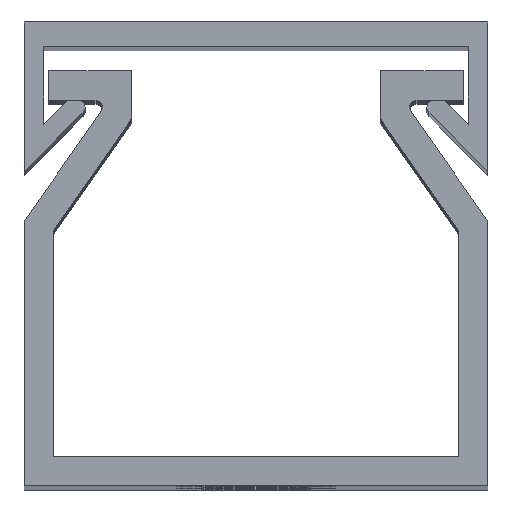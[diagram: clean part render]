
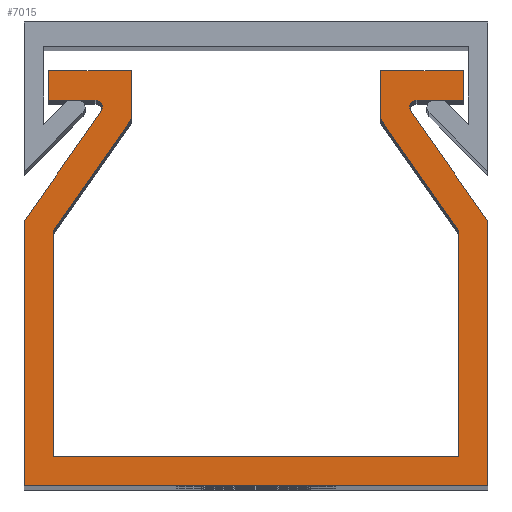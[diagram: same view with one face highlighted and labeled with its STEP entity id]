
A CAD part, top view. The second image highlights one B-rep face of the part: STEP entity #7015.
In plain terms, the highlighted planar face has unit normal (0, 0, 1).
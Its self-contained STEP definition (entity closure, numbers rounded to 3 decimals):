
#940=DIRECTION('',(1.,0.,0.));
#941=VECTOR('',#940,1.9);
#942=CARTESIAN_POINT('',(-8.5,15.8,100.));
#943=LINE('',#942,#941);
#1192=DIRECTION('',(-1.,0.,0.));
#1193=VECTOR('',#1192,3.4);
#1194=CARTESIAN_POINT('',(-5.1,17.,100.));
#1195=LINE('',#1194,#1193);
#1536=DIRECTION('',(0.574,-0.819,0.));
#1537=VECTOR('',#1536,5.579);
#1538=CARTESIAN_POINT('',(5.1,15.027,100.));
#1539=LINE('',#1538,#1537);
#1664=DIRECTION('',(0.,-1.,0.));
#1665=VECTOR('',#1664,1.973);
#1666=CARTESIAN_POINT('',(5.1,17.,100.));
#1667=LINE('',#1666,#1665);
#2392=DIRECTION('',(0.,-1.,0.));
#2393=VECTOR('',#2392,1.973);
#2394=CARTESIAN_POINT('',(-5.1,17.,100.));
#2395=LINE('',#2394,#2393);
#2396=DIRECTION('',(-0.574,-0.819,0.));
#2397=VECTOR('',#2396,5.579);
#2398=CARTESIAN_POINT('',(-5.1,15.027,100.));
#2399=LINE('',#2398,#2397);
#2400=DIRECTION('',(0.,1.,0.));
#2401=VECTOR('',#2400,9.257);
#2402=CARTESIAN_POINT('',(-8.3,1.2,100.));
#2403=LINE('',#2402,#2401);
#2404=DIRECTION('',(-1.,0.,0.));
#2405=VECTOR('',#2404,16.6);
#2406=CARTESIAN_POINT('',(8.3,1.2,100.));
#2407=LINE('',#2406,#2405);
#2408=DIRECTION('',(0.,-1.,0.));
#2409=VECTOR('',#2408,9.257);
#2410=CARTESIAN_POINT('',(8.3,10.457,100.));
#2411=LINE('',#2410,#2409);
#2412=DIRECTION('',(1.,0.,0.));
#2413=VECTOR('',#2412,3.4);
#2414=CARTESIAN_POINT('',(5.1,17.,100.));
#2415=LINE('',#2414,#2413);
#2416=DIRECTION('',(0.,-1.,0.));
#2417=VECTOR('',#2416,1.2);
#2418=CARTESIAN_POINT('',(8.5,17.,100.));
#2419=LINE('',#2418,#2417);
#2420=DIRECTION('',(-1.,0.,0.));
#2421=VECTOR('',#2420,1.9);
#2422=CARTESIAN_POINT('',(8.5,15.8,100.));
#2423=LINE('',#2422,#2421);
#2424=CARTESIAN_POINT('',(6.6,15.5,100.));
#2425=DIRECTION('',(0.,0.,-1.));
#2426=DIRECTION('',(-0.819,-0.574,0.));
#2427=AXIS2_PLACEMENT_3D('',#2424,#2425,#2426);
#2429=DIRECTION('',(-0.574,0.819,0.));
#2430=VECTOR('',#2429,5.484);
#2431=CARTESIAN_POINT('',(9.5,10.835,100.));
#2432=LINE('',#2431,#2430);
#2433=DIRECTION('',(0.,-1.,0.));
#2434=VECTOR('',#2433,10.835);
#2435=CARTESIAN_POINT('',(9.5,10.835,100.));
#2436=LINE('',#2435,#2434);
#2437=DIRECTION('',(-1.,0.,0.));
#2438=VECTOR('',#2437,19.);
#2439=CARTESIAN_POINT('',(9.5,0.,100.));
#2440=LINE('',#2439,#2438);
#2441=DIRECTION('',(0.,1.,0.));
#2442=VECTOR('',#2441,10.835);
#2443=CARTESIAN_POINT('',(-9.5,0.,100.));
#2444=LINE('',#2443,#2442);
#2445=DIRECTION('',(-0.574,-0.819,0.));
#2446=VECTOR('',#2445,5.484);
#2447=CARTESIAN_POINT('',(-6.354,15.328,100.));
#2448=LINE('',#2447,#2446);
#2449=CARTESIAN_POINT('',(-6.6,15.5,100.));
#2450=DIRECTION('',(0.,0.,-1.));
#2451=DIRECTION('',(0.,1.,0.));
#2452=AXIS2_PLACEMENT_3D('',#2449,#2450,#2451);
#2454=DIRECTION('',(0.,1.,0.));
#2455=VECTOR('',#2454,1.2);
#2456=CARTESIAN_POINT('',(-8.5,15.8,100.));
#2457=LINE('',#2456,#2455);
#3170=CARTESIAN_POINT('',(9.5,10.835,100.));
#3171=CARTESIAN_POINT('',(6.354,15.328,100.));
#3172=VERTEX_POINT('',#3170);
#3173=VERTEX_POINT('',#3171);
#3174=CARTESIAN_POINT('',(6.6,15.8,100.));
#3175=VERTEX_POINT('',#3174);
#3176=CARTESIAN_POINT('',(8.3,10.457,100.));
#3177=CARTESIAN_POINT('',(8.3,1.2,100.));
#3178=VERTEX_POINT('',#3176);
#3179=VERTEX_POINT('',#3177);
#3180=CARTESIAN_POINT('',(-8.3,1.2,100.));
#3181=VERTEX_POINT('',#3180);
#3182=CARTESIAN_POINT('',(-8.3,10.457,100.));
#3183=VERTEX_POINT('',#3182);
#3184=CARTESIAN_POINT('',(-6.6,15.8,100.));
#3185=CARTESIAN_POINT('',(-6.354,15.328,100.));
#3186=VERTEX_POINT('',#3184);
#3187=VERTEX_POINT('',#3185);
#3188=CARTESIAN_POINT('',(-9.5,10.835,100.));
#3189=VERTEX_POINT('',#3188);
#3255=CARTESIAN_POINT('',(9.5,0.,100.));
#3257=VERTEX_POINT('',#3255);
#3259=CARTESIAN_POINT('',(-9.5,0.,100.));
#3261=VERTEX_POINT('',#3259);
#3422=CARTESIAN_POINT('',(8.5,15.8,100.));
#3423=VERTEX_POINT('',#3422);
#3426=CARTESIAN_POINT('',(8.5,17.,100.));
#3427=VERTEX_POINT('',#3426);
#3430=CARTESIAN_POINT('',(-8.5,15.8,100.));
#3431=CARTESIAN_POINT('',(-8.5,17.,100.));
#3432=VERTEX_POINT('',#3430);
#3433=VERTEX_POINT('',#3431);
#3438=CARTESIAN_POINT('',(5.1,15.027,100.));
#3439=VERTEX_POINT('',#3438);
#3442=CARTESIAN_POINT('',(-5.1,15.027,100.));
#3443=VERTEX_POINT('',#3442);
#3446=CARTESIAN_POINT('',(5.1,17.,100.));
#3447=VERTEX_POINT('',#3446);
#3450=CARTESIAN_POINT('',(-5.1,17.,100.));
#3451=VERTEX_POINT('',#3450);
#6987=CARTESIAN_POINT('',(0.,0.,100.));
#6988=DIRECTION('',(0.,0.,1.));
#6989=DIRECTION('',(1.,0.,0.));
#6990=AXIS2_PLACEMENT_3D('',#6987,#6988,#6989);
#6991=PLANE('',#6990);
#6992=ORIENTED_EDGE('',*,*,#5386,.F.);
#6993=ORIENTED_EDGE('',*,*,#4310,.T.);
#6994=ORIENTED_EDGE('',*,*,#5585,.T.);
#6995=ORIENTED_EDGE('',*,*,#4387,.F.);
#6997=ORIENTED_EDGE('',*,*,#6996,.F.);
#6998=ORIENTED_EDGE('',*,*,#5715,.F.);
#6999=ORIENTED_EDGE('',*,*,#5882,.F.);
#7000=ORIENTED_EDGE('',*,*,#6043,.F.);
#7001=ORIENTED_EDGE('',*,*,#6204,.T.);
#7002=ORIENTED_EDGE('',*,*,#6365,.T.);
#7003=ORIENTED_EDGE('',*,*,#6526,.T.);
#7004=ORIENTED_EDGE('',*,*,#6687,.F.);
#7005=ORIENTED_EDGE('',*,*,#6848,.F.);
#7006=ORIENTED_EDGE('',*,*,#6866,.T.);
#7007=ORIENTED_EDGE('',*,*,#6941,.T.);
#7008=ORIENTED_EDGE('',*,*,#4575,.T.);
#7009=ORIENTED_EDGE('',*,*,#4745,.F.);
#7010=ORIENTED_EDGE('',*,*,#4908,.F.);
#7011=ORIENTED_EDGE('',*,*,#5071,.F.);
#7012=ORIENTED_EDGE('',*,*,#5234,.T.);
#7013=EDGE_LOOP('',(#6992,#6993,#6994,#6995,#6997,#6998,#6999,#7000,#7001,#7002,
#7003,#7004,#7005,#7006,#7007,#7008,#7009,#7010,#7011,#7012));
#7014=FACE_OUTER_BOUND('',#7013,.F.);
#2428=CIRCLE('',#2427,0.3);
#2453=CIRCLE('',#2452,0.3);
#4310=EDGE_CURVE('',#3451,#3443,#2395,.T.);
#4387=EDGE_CURVE('',#3181,#3183,#2403,.T.);
#4575=EDGE_CURVE('',#3261,#3189,#2444,.T.);
#4745=EDGE_CURVE('',#3187,#3189,#2448,.T.);
#4908=EDGE_CURVE('',#3186,#3187,#2453,.T.);
#5071=EDGE_CURVE('',#3432,#3186,#943,.T.);
#5234=EDGE_CURVE('',#3432,#3433,#2457,.T.);
#5386=EDGE_CURVE('',#3451,#3433,#1195,.T.);
#5585=EDGE_CURVE('',#3443,#3183,#2399,.T.);
#5715=EDGE_CURVE('',#3178,#3179,#2411,.T.);
#5882=EDGE_CURVE('',#3439,#3178,#1539,.T.);
#6043=EDGE_CURVE('',#3447,#3439,#1667,.T.);
#6204=EDGE_CURVE('',#3447,#3427,#2415,.T.);
#6365=EDGE_CURVE('',#3427,#3423,#2419,.T.);
#6526=EDGE_CURVE('',#3423,#3175,#2423,.T.);
#6687=EDGE_CURVE('',#3173,#3175,#2428,.T.);
#6848=EDGE_CURVE('',#3172,#3173,#2432,.T.);
#6866=EDGE_CURVE('',#3172,#3257,#2436,.T.);
#6941=EDGE_CURVE('',#3257,#3261,#2440,.T.);
#6996=EDGE_CURVE('',#3179,#3181,#2407,.T.);
#7015=ADVANCED_FACE('',(#7014),#6991,.T.);
